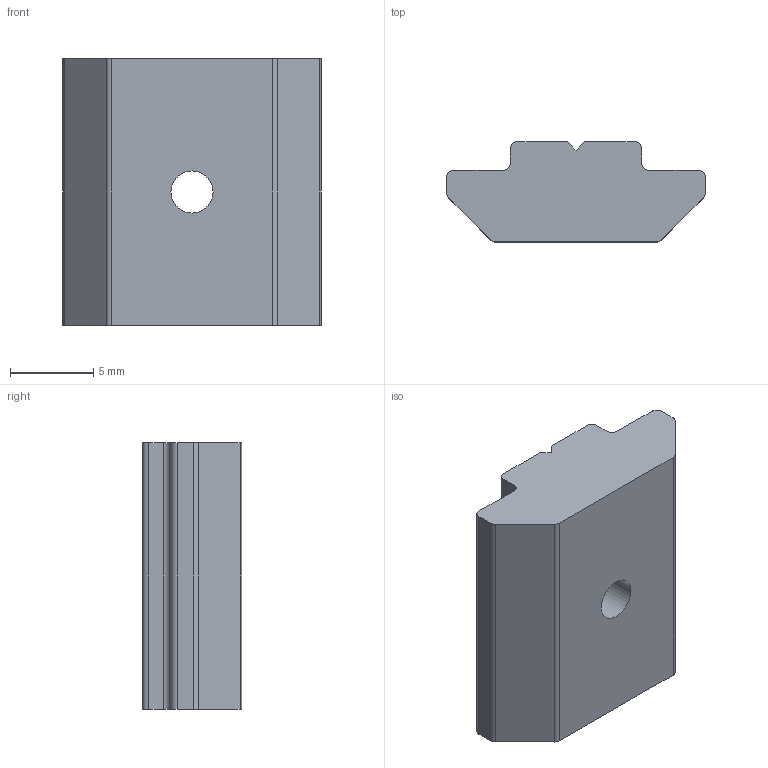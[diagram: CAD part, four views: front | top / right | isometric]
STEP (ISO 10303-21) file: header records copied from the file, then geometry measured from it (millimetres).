
FILE_DESCRIPTION(/* description */ (''),/* implementation_level */ '2;1');
FILE_NAME(/* name */ 'Slider T-Nut for 3030 - M3.step',/* time_stamp */ '2018-12-27T22:15:39+01:00',/* author */ (''),/* organization */ (''),/* preprocessor_version */ 'ST-DEVELOPER v17.2',/* originating_system */ 'Autodesk Translation Framework v7.6.0.251',/* authorisation */ '');
FILE_SCHEMA (('AUTOMOTIVE_DESIGN { 1 0 10303 214 3 1 1 }'));
Length unit declared in the file: millimetre
Products named in the file (1): Slider T-Nut for 3030 - M3
Bounding box: 15.5 x 6 x 16 mm (x, y, z)
Volume: 1123.2 mm3; surface area: 803.1 mm2
Topology: 1 solids, 1 shells, 29 faces, 84 edges, 56 vertices
Faces by surface type: plane 17, cylinder 11, cone 1
Full cylindrical faces by diameter (mm): 2.529 x1
Entity records: 1004 total; most frequent: CARTESIAN_POINT 178, ORIENTED_EDGE 168, DIRECTION 166, EDGE_CURVE 84, VERTEX_POINT 56, AXIS2_PLACEMENT_3D 56, LINE 54, VECTOR 54
